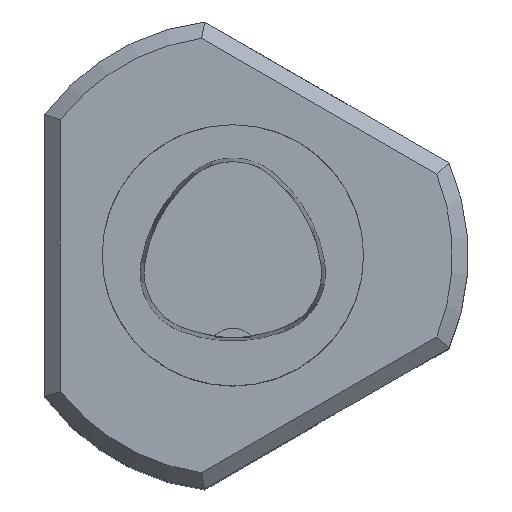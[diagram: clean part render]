
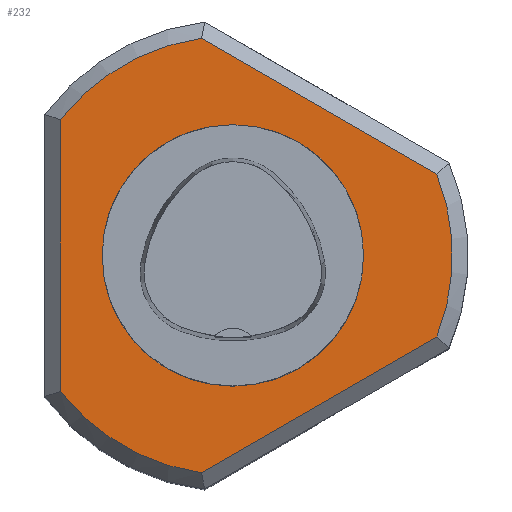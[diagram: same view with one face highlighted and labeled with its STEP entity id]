
A CAD part, top view. The second image highlights one B-rep face of the part: STEP entity #232.
In plain terms, the highlighted planar face has unit normal (0, 0, 1).
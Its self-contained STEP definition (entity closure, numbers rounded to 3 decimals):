
#62=PLANE('',#1783);
#232=ADVANCED_FACE('',(#443,#444),#62,.T.);
#345=CIRCLE('',#1729,25.);
#367=CIRCLE('',#1780,42.);
#368=CIRCLE('',#1781,42.);
#369=CIRCLE('',#1782,42.);
#443=FACE_BOUND('',#564,.T.);
#444=FACE_BOUND('',#565,.T.);
#564=EDGE_LOOP('',(#818));
#565=EDGE_LOOP('',(#819,#820,#821,#822,#823,#824));
#818=ORIENTED_EDGE('',*,*,#1291,.F.);
#819=ORIENTED_EDGE('',*,*,#1341,.F.);
#820=ORIENTED_EDGE('',*,*,#1342,.F.);
#821=ORIENTED_EDGE('',*,*,#1343,.F.);
#822=ORIENTED_EDGE('',*,*,#1344,.F.);
#823=ORIENTED_EDGE('',*,*,#1345,.F.);
#824=ORIENTED_EDGE('',*,*,#1346,.F.);
#1137=VERTEX_POINT('',#2495);
#1171=VERTEX_POINT('',#2610);
#1172=VERTEX_POINT('',#2611);
#1173=VERTEX_POINT('',#2613);
#1174=VERTEX_POINT('',#2615);
#1175=VERTEX_POINT('',#2617);
#1176=VERTEX_POINT('',#2619);
#1291=EDGE_CURVE('',#1137,#1137,#345,.T.);
#1341=EDGE_CURVE('',#1171,#1172,#367,.T.);
#1342=EDGE_CURVE('',#1173,#1171,#1518,.T.);
#1343=EDGE_CURVE('',#1174,#1173,#368,.T.);
#1344=EDGE_CURVE('',#1175,#1174,#1519,.T.);
#1345=EDGE_CURVE('',#1176,#1175,#369,.T.);
#1346=EDGE_CURVE('',#1172,#1176,#1520,.T.);
#1518=LINE('',#2612,#1609);
#1519=LINE('',#2616,#1610);
#1520=LINE('',#2620,#1611);
#1609=VECTOR('',#2088,1.);
#1610=VECTOR('',#2091,1.);
#1611=VECTOR('',#2094,1.);
#1729=AXIS2_PLACEMENT_3D('',#2494,#1962,#1963);
#1780=AXIS2_PLACEMENT_3D('',#2609,#2086,#2087);
#1781=AXIS2_PLACEMENT_3D('',#2614,#2089,#2090);
#1782=AXIS2_PLACEMENT_3D('',#2618,#2092,#2093);
#1783=AXIS2_PLACEMENT_3D('',#2621,#2095,#2096);
#1962=DIRECTION('',(0.,0.,1.));
#1963=DIRECTION('',(1.,0.,0.));
#2086=DIRECTION('',(0.,0.,-1.));
#2087=DIRECTION('',(-1.,0.,0.));
#2088=DIRECTION('',(0.866,-0.5,0.));
#2089=DIRECTION('',(0.,0.,-1.));
#2090=DIRECTION('',(-1.,0.,0.));
#2091=DIRECTION('',(0.,1.,0.));
#2092=DIRECTION('',(0.,0.,-1.));
#2093=DIRECTION('',(-1.,0.,0.));
#2094=DIRECTION('',(-0.866,-0.5,0.));
#2095=DIRECTION('',(0.,0.,1.));
#2096=DIRECTION('',(1.,0.,0.));
#2494=CARTESIAN_POINT('',(0.,0.,-20.));
#2495=CARTESIAN_POINT('',(25.,0.,-20.));
#2609=CARTESIAN_POINT('',(0.,0.,-20.));
#2610=CARTESIAN_POINT('',(39.,15.588,-20.));
#2611=CARTESIAN_POINT('',(39.,-15.588,-20.));
#2612=CARTESIAN_POINT('',(35.235,17.762,-20.));
#2613=CARTESIAN_POINT('',(-6.,41.569,-20.));
#2614=CARTESIAN_POINT('',(0.,0.,-20.));
#2615=CARTESIAN_POINT('',(-33.,25.981,-20.));
#2616=CARTESIAN_POINT('',(-33.,21.633,-20.));
#2617=CARTESIAN_POINT('',(-33.,-25.981,-20.));
#2618=CARTESIAN_POINT('',(0.,0.,-20.));
#2619=CARTESIAN_POINT('',(-6.,-41.569,-20.));
#2620=CARTESIAN_POINT('',(-2.235,-39.395,-20.));
#2621=CARTESIAN_POINT('',(0.,0.,-20.));
